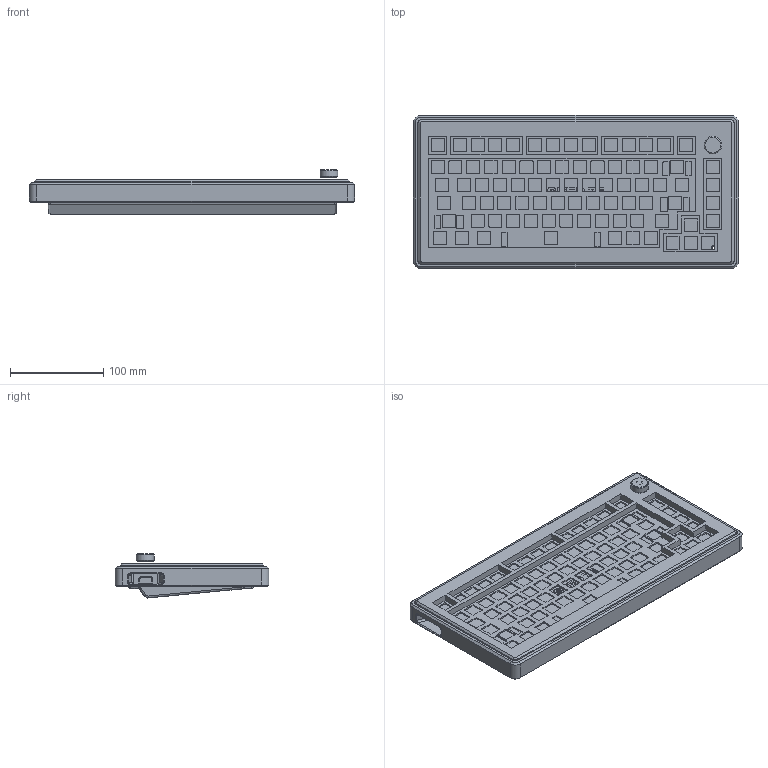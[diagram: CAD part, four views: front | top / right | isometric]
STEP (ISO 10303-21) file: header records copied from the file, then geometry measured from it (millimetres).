
FILE_DESCRIPTION(/* description */ (''),/* implementation_level */ '2;1');
FILE_NAME(/* name */ 'seed75.step',/* time_stamp */ '2025-11-26T23:17:25+05:30',/* author */ (''),/* organization */ (''),/* preprocessor_version */ 'ST-DEVELOPER v20.1',/* originating_system */ 'Autodesk Translation Framework v14.17.0.0',/* authorisation */ '');
FILE_SCHEMA (('AUTOMOTIVE_DESIGN { 1 0 10303 214 3 1 1 }'));
Length unit declared in the file: millimetre
Products named in the file (2): keeb; keeb_1
Assembly tree (1 placements, depth 2):
  keeb
    keeb_1
Bounding box: 348.77 x 164.51 x 47.31 mm (x, y, z)
Volume: 751917.3 mm3; surface area: 375439 mm2
Topology: 5 solids, 5 shells, 1311 faces, 3735 edges, 2457 vertices
Faces by surface type: plane 597, cylinder 450, bspline 198, cone 56, torus 6, sphere 4
Full cylindrical faces by diameter (mm): 3.4 x16, 4.25 x10, 8 x1, 8.3 x1, 17 x1, 19 x1
Entity records: 45569 total; most frequent: CARTESIAN_POINT 11310, ORIENTED_EDGE 7470, DIRECTION 6540, EDGE_CURVE 3735, VERTEX_POINT 2457, LINE 2370, VECTOR 2370, AXIS2_PLACEMENT_3D 2085
